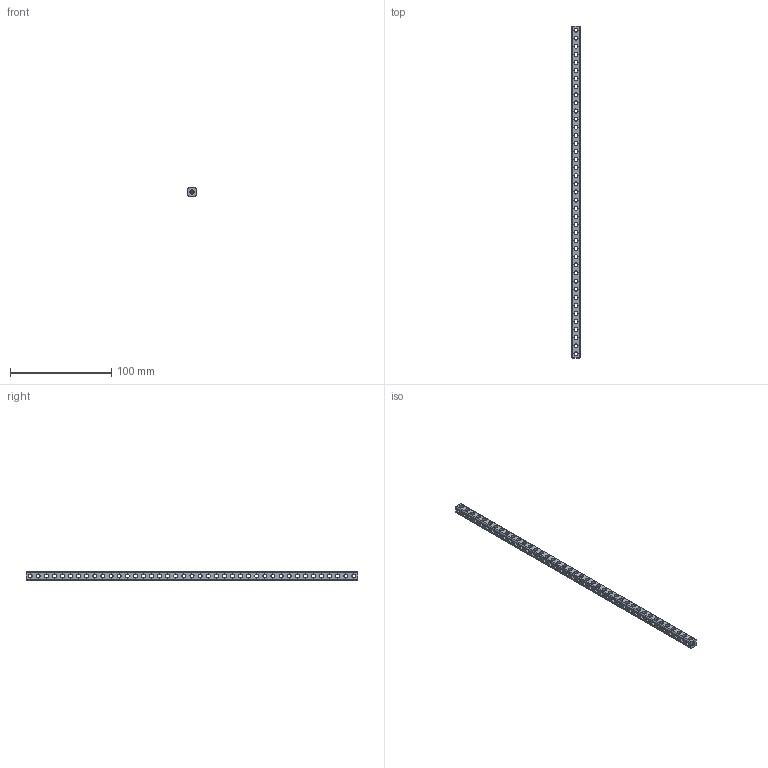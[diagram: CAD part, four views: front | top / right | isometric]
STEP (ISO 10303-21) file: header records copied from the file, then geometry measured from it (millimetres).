
FILE_DESCRIPTION( ( '' ), ' ' );
FILE_NAME( '5a2ac6a472ac810ef6302d2f.step', '2017-12-08T17:06:44', ( '' ), ( '' ), ' ', ' ', ' ' );
FILE_SCHEMA( ( 'AUTOMOTIVE_DESIGN { 1 0 10303 214 1 1 1 1 }' ) );
Length unit declared in the file: metre
Products named in the file (1): 1119-0041-0328
Bounding box: 8 x 328 x 8 mm (x, y, z)
Volume: 13776.1 mm3; surface area: 13560.4 mm2
Topology: 1 solids, 1 shells, 246 faces, 1062 edges, 730 vertices
Faces by surface type: cylinder 212, bspline 24, plane 8, cone 2
Full cylindrical faces by diameter (mm): 4 x164
Entity records: 15424 total; most frequent: CARTESIAN_POINT 5305, ORIENTED_EDGE 1796, DIRECTION 1580, EDGE_CURVE 898, AXIS2_PLACEMENT_3D 782, VERTEX_POINT 730, EDGE_LOOP 576, FACE_OUTER_BOUND 410
